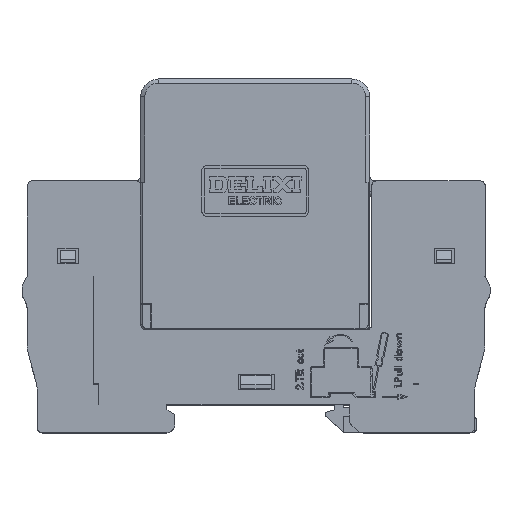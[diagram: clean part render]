
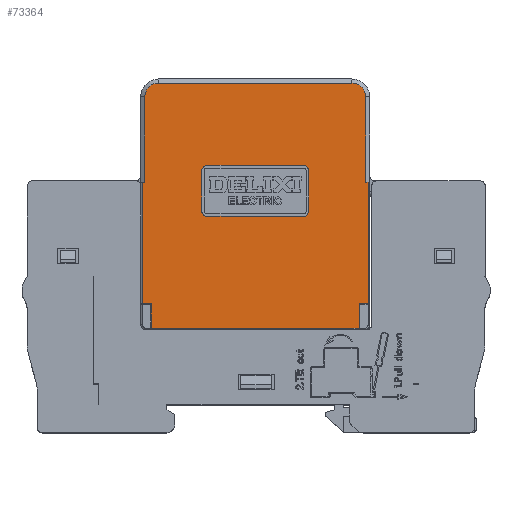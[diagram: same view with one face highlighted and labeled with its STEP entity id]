
A CAD part, top view. The second image highlights one B-rep face of the part: STEP entity #73364.
In plain terms, the highlighted planar face has unit normal (0, 0, 1).
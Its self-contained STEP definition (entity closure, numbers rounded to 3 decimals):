
#9968=DIRECTION('',(0.,1.,0.));
#9969=VECTOR('',#9968,4.8);
#9970=CARTESIAN_POINT('',(65.25,15.,53.5));
#9971=LINE('',#9970,#9969);
#9976=DIRECTION('',(1.,0.,0.));
#9977=VECTOR('',#9976,40.8);
#9978=CARTESIAN_POINT('',(24.45,15.,53.5));
#9979=LINE('',#9978,#9977);
#10083=DIRECTION('',(0.,-1.,0.));
#10084=VECTOR('',#10083,23.9);
#10085=CARTESIAN_POINT('',(22.65,43.7,53.5));
#10086=LINE('',#10085,#10084);
#10100=DIRECTION('',(0.,-1.,0.));
#10101=VECTOR('',#10100,16.8);
#10102=CARTESIAN_POINT('',(23.15,60.5,53.5));
#10103=LINE('',#10102,#10101);
#11754=DIRECTION('',(0.,-1.,0.));
#11755=VECTOR('',#11754,16.8);
#11756=CARTESIAN_POINT('',(66.55,60.5,53.5));
#11757=LINE('',#11756,#11755);
#11758=DIRECTION('',(-1.,0.,0.));
#11759=VECTOR('',#11758,1.8);
#11760=CARTESIAN_POINT('',(67.05,19.8,53.5));
#11761=LINE('',#11760,#11759);
#11762=DIRECTION('',(0.,1.,0.));
#11763=VECTOR('',#11762,4.8);
#11764=CARTESIAN_POINT('',(24.45,15.,53.5));
#11765=LINE('',#11764,#11763);
#11766=DIRECTION('',(-1.,0.,0.));
#11767=VECTOR('',#11766,1.8);
#11768=CARTESIAN_POINT('',(24.45,19.8,53.5));
#11769=LINE('',#11768,#11767);
#11770=DIRECTION('',(1.,0.,0.));
#11771=VECTOR('',#11770,0.5);
#11772=CARTESIAN_POINT('',(22.65,43.7,53.5));
#11773=LINE('',#11772,#11771);
#11774=CARTESIAN_POINT('',(25.85,60.5,53.5));
#11775=DIRECTION('',(0.,0.,-1.));
#11776=DIRECTION('',(-1.,0.,0.));
#11777=AXIS2_PLACEMENT_3D('',#11774,#11775,#11776);
#11779=CARTESIAN_POINT('',(63.85,60.5,53.5));
#11780=DIRECTION('',(0.,0.,-1.));
#11781=DIRECTION('',(0.,1.,0.));
#11782=AXIS2_PLACEMENT_3D('',#11779,#11780,#11781);
#11784=CARTESIAN_POINT('',(35.35,46.,53.5));
#11785=DIRECTION('',(0.,0.,1.));
#11786=DIRECTION('',(0.,1.,0.));
#11787=AXIS2_PLACEMENT_3D('',#11784,#11785,#11786);
#11789=DIRECTION('',(0.,-1.,0.));
#11790=VECTOR('',#11789,8.);
#11791=CARTESIAN_POINT('',(34.35,46.,53.5));
#11792=LINE('',#11791,#11790);
#11793=CARTESIAN_POINT('',(35.35,38.,53.5));
#11794=DIRECTION('',(0.,0.,1.));
#11795=DIRECTION('',(-1.,0.,0.));
#11796=AXIS2_PLACEMENT_3D('',#11793,#11794,#11795);
#11798=CARTESIAN_POINT('',(54.35,38.,53.5));
#11799=DIRECTION('',(0.,0.,1.));
#11800=DIRECTION('',(0.,-1.,0.));
#11801=AXIS2_PLACEMENT_3D('',#11798,#11799,#11800);
#11803=CARTESIAN_POINT('',(54.35,46.,53.5));
#11804=DIRECTION('',(0.,0.,1.));
#11805=DIRECTION('',(1.,0.,0.));
#11806=AXIS2_PLACEMENT_3D('',#11803,#11804,#11805);
#11829=DIRECTION('',(-1.,0.,0.));
#11830=VECTOR('',#11829,38.);
#11831=CARTESIAN_POINT('',(63.85,63.2,53.5));
#11832=LINE('',#11831,#11830);
#11846=DIRECTION('',(-1.,0.,0.));
#11847=VECTOR('',#11846,0.5);
#11848=CARTESIAN_POINT('',(67.05,43.7,53.5));
#11849=LINE('',#11848,#11847);
#11854=DIRECTION('',(0.,1.,0.));
#11855=VECTOR('',#11854,23.9);
#11856=CARTESIAN_POINT('',(67.05,19.8,53.5));
#11857=LINE('',#11856,#11855);
#11866=DIRECTION('',(1.,0.,0.));
#11867=VECTOR('',#11866,19.);
#11868=CARTESIAN_POINT('',(35.35,47.,53.5));
#11869=LINE('',#11868,#11867);
#11878=DIRECTION('',(0.,-1.,0.));
#11879=VECTOR('',#11878,8.);
#11880=CARTESIAN_POINT('',(55.35,46.,53.5));
#11881=LINE('',#11880,#11879);
#11890=DIRECTION('',(-1.,0.,0.));
#11891=VECTOR('',#11890,19.);
#11892=CARTESIAN_POINT('',(54.35,37.,53.5));
#11893=LINE('',#11892,#11891);
#54778=CARTESIAN_POINT('',(66.55,43.7,53.5));
#54780=VERTEX_POINT('',#54778);
#54784=CARTESIAN_POINT('',(67.05,43.7,53.5));
#54785=VERTEX_POINT('',#54784);
#54787=CARTESIAN_POINT('',(66.55,60.5,53.5));
#54789=VERTEX_POINT('',#54787);
#54790=CARTESIAN_POINT('',(63.85,63.2,53.5));
#54792=VERTEX_POINT('',#54790);
#54795=CARTESIAN_POINT('',(25.85,63.2,53.5));
#54797=VERTEX_POINT('',#54795);
#54798=CARTESIAN_POINT('',(23.15,60.5,53.5));
#54800=VERTEX_POINT('',#54798);
#54804=CARTESIAN_POINT('',(23.15,43.7,53.5));
#54805=VERTEX_POINT('',#54804);
#55143=CARTESIAN_POINT('',(24.45,19.8,53.5));
#55144=CARTESIAN_POINT('',(22.65,19.8,53.5));
#55145=VERTEX_POINT('',#55143);
#55146=VERTEX_POINT('',#55144);
#55153=CARTESIAN_POINT('',(67.05,19.8,53.5));
#55154=VERTEX_POINT('',#55153);
#55155=CARTESIAN_POINT('',(65.25,19.8,53.5));
#55156=VERTEX_POINT('',#55155);
#55157=CARTESIAN_POINT('',(65.25,15.,53.5));
#55158=VERTEX_POINT('',#55157);
#55159=CARTESIAN_POINT('',(24.45,15.,53.5));
#55160=VERTEX_POINT('',#55159);
#55161=CARTESIAN_POINT('',(22.65,43.7,53.5));
#55162=VERTEX_POINT('',#55161);
#55163=CARTESIAN_POINT('',(35.35,47.,53.5));
#55164=CARTESIAN_POINT('',(34.35,46.,53.5));
#55165=VERTEX_POINT('',#55163);
#55166=VERTEX_POINT('',#55164);
#55167=CARTESIAN_POINT('',(34.35,38.,53.5));
#55168=VERTEX_POINT('',#55167);
#55169=CARTESIAN_POINT('',(35.35,37.,53.5));
#55170=VERTEX_POINT('',#55169);
#55171=CARTESIAN_POINT('',(54.35,37.,53.5));
#55172=VERTEX_POINT('',#55171);
#55173=CARTESIAN_POINT('',(55.35,38.,53.5));
#55174=VERTEX_POINT('',#55173);
#55175=CARTESIAN_POINT('',(55.35,46.,53.5));
#55176=VERTEX_POINT('',#55175);
#55177=CARTESIAN_POINT('',(54.35,47.,53.5));
#55178=VERTEX_POINT('',#55177);
#73320=CARTESIAN_POINT('',(44.85,14.7,53.5));
#73321=DIRECTION('',(0.,0.,1.));
#73322=DIRECTION('',(0.,-1.,0.));
#73323=AXIS2_PLACEMENT_3D('',#73320,#73321,#73322);
#73324=PLANE('',#73323);
#73326=ORIENTED_EDGE('',*,*,#73325,.T.);
#73328=ORIENTED_EDGE('',*,*,#73327,.F.);
#73330=ORIENTED_EDGE('',*,*,#73329,.F.);
#73331=ORIENTED_EDGE('',*,*,#73313,.T.);
#73332=ORIENTED_EDGE('',*,*,#70826,.F.);
#73333=ORIENTED_EDGE('',*,*,#70842,.F.);
#73334=ORIENTED_EDGE('',*,*,#70858,.T.);
#73335=ORIENTED_EDGE('',*,*,#70998,.T.);
#73336=ORIENTED_EDGE('',*,*,#71016,.F.);
#73337=ORIENTED_EDGE('',*,*,#71029,.T.);
#73338=ORIENTED_EDGE('',*,*,#71044,.F.);
#73339=ORIENTED_EDGE('',*,*,#71060,.T.);
#73341=ORIENTED_EDGE('',*,*,#73340,.F.);
#73343=ORIENTED_EDGE('',*,*,#73342,.T.);
#73344=EDGE_LOOP('',(#73326,#73328,#73330,#73331,#73332,#73333,#73334,#73335,
#73336,#73337,#73338,#73339,#73341,#73343));
#73345=FACE_OUTER_BOUND('',#73344,.F.);
#73347=ORIENTED_EDGE('',*,*,#73346,.T.);
#73349=ORIENTED_EDGE('',*,*,#73348,.T.);
#73351=ORIENTED_EDGE('',*,*,#73350,.T.);
#73353=ORIENTED_EDGE('',*,*,#73352,.F.);
#73355=ORIENTED_EDGE('',*,*,#73354,.T.);
#73357=ORIENTED_EDGE('',*,*,#73356,.F.);
#73359=ORIENTED_EDGE('',*,*,#73358,.T.);
#73361=ORIENTED_EDGE('',*,*,#73360,.F.);
#73362=EDGE_LOOP('',(#73347,#73349,#73351,#73353,#73355,#73357,#73359,#73361));
#73363=FACE_BOUND('',#73362,.F.);
#73364=ADVANCED_FACE('',(#73345,#73363),#73324,.T.);
#11778=CIRCLE('',#11777,2.7);
#11783=CIRCLE('',#11782,2.7);
#11788=CIRCLE('',#11787,1.);
#11797=CIRCLE('',#11796,1.);
#11802=CIRCLE('',#11801,1.);
#11807=CIRCLE('',#11806,1.);
#70826=EDGE_CURVE('',#55158,#55156,#9971,.T.);
#70842=EDGE_CURVE('',#55160,#55158,#9979,.T.);
#70858=EDGE_CURVE('',#55160,#55145,#11765,.T.);
#70998=EDGE_CURVE('',#55145,#55146,#11769,.T.);
#71016=EDGE_CURVE('',#55162,#55146,#10086,.T.);
#71029=EDGE_CURVE('',#55162,#54805,#11773,.T.);
#71044=EDGE_CURVE('',#54800,#54805,#10103,.T.);
#71060=EDGE_CURVE('',#54800,#54797,#11778,.T.);
#73313=EDGE_CURVE('',#55154,#55156,#11761,.T.);
#73325=EDGE_CURVE('',#54789,#54780,#11757,.T.);
#73327=EDGE_CURVE('',#54785,#54780,#11849,.T.);
#73329=EDGE_CURVE('',#55154,#54785,#11857,.T.);
#73340=EDGE_CURVE('',#54792,#54797,#11832,.T.);
#73342=EDGE_CURVE('',#54792,#54789,#11783,.T.);
#73346=EDGE_CURVE('',#55165,#55166,#11788,.T.);
#73348=EDGE_CURVE('',#55166,#55168,#11792,.T.);
#73350=EDGE_CURVE('',#55168,#55170,#11797,.T.);
#73352=EDGE_CURVE('',#55172,#55170,#11893,.T.);
#73354=EDGE_CURVE('',#55172,#55174,#11802,.T.);
#73356=EDGE_CURVE('',#55176,#55174,#11881,.T.);
#73358=EDGE_CURVE('',#55176,#55178,#11807,.T.);
#73360=EDGE_CURVE('',#55165,#55178,#11869,.T.);
